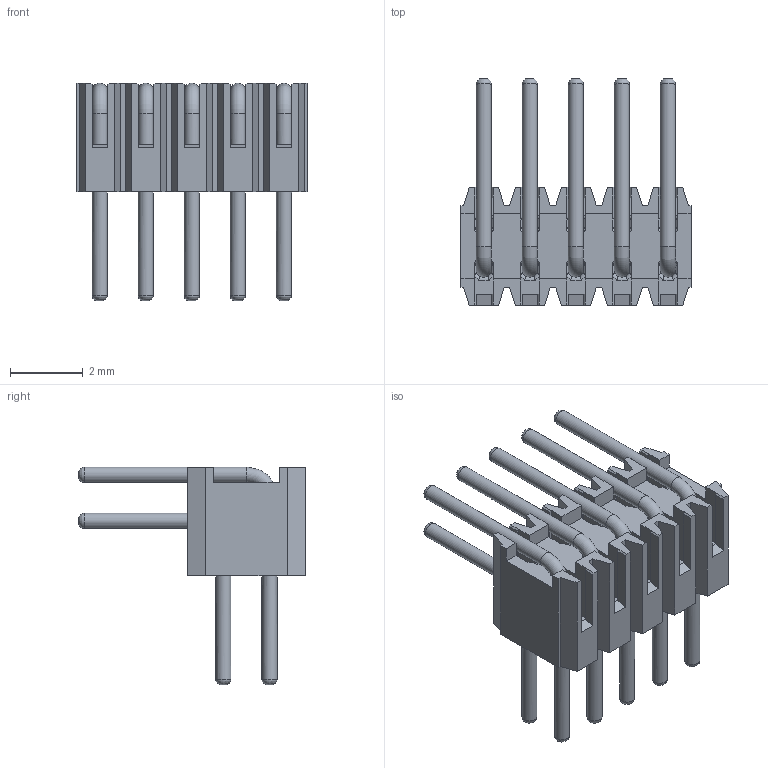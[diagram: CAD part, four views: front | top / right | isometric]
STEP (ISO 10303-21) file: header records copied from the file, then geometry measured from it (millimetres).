
FILE_DESCRIPTION(/* description */ (''),/* implementation_level */ '2;1');
FILE_NAME(/* name */ '755-92-21-010-xx.stp',/* time_stamp */ '2026-02-02T15:09:11+01:00',/* author */ ('Andreas.Larin'),/* organization */ (''),/* preprocessor_version */ 'ST-DEVELOPER v20',/* originating_system */ 'Autodesk Inventor 2025',/* authorisation */ '');
FILE_SCHEMA (('AUTOMOTIVE_DESIGN { 1 0 10303 214 3 1 1 }'));
Length unit declared in the file: millimetre
Products named in the file (1): 755-92-21-010-xx
Bounding box: 6.35 x 6.25 x 6 mm (x, y, z)
Volume: 54.4 mm3; surface area: 270.8 mm2
Topology: 1 solids, 1 shells, 555 faces, 1719 edges, 1096 vertices
Faces by surface type: plane 360, cylinder 150, torus 25, bspline 20
Full cylindrical faces by diameter (mm): 0.42 x20
Entity records: 21916 total; most frequent: CARTESIAN_POINT 6013, ORIENTED_EDGE 3458, DIRECTION 2951, EDGE_CURVE 1729, LINE 1129, VECTOR 1129, VERTEX_POINT 1096, AXIS2_PLACEMENT_3D 911
